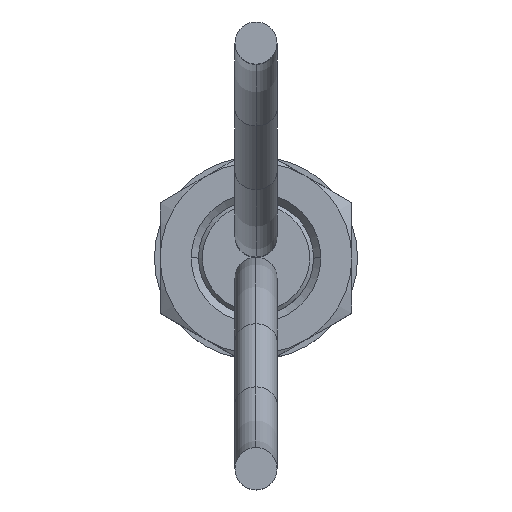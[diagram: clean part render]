
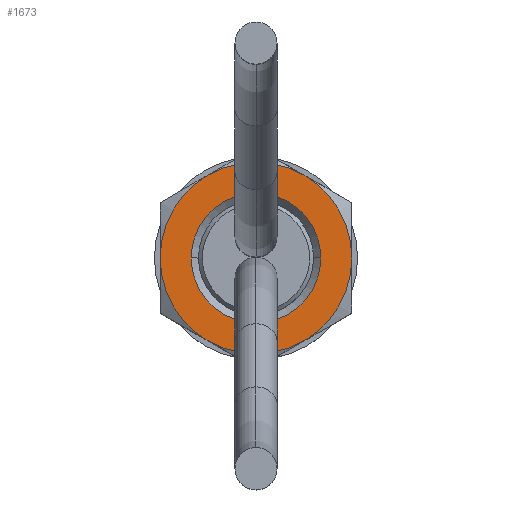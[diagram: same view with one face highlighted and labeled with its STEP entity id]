
A CAD part, top view. The second image highlights one B-rep face of the part: STEP entity #1673.
In plain terms, the highlighted planar face has unit normal (0, 0, 1).
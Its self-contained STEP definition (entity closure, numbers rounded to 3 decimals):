
#62=CARTESIAN_POINT('',(0.,0.,10.1));
#63=DIRECTION('',(0.,0.,-1.));
#64=DIRECTION('',(0.5,-0.866,0.));
#65=AXIS2_PLACEMENT_3D('',#62,#63,#64);
#67=CARTESIAN_POINT('',(0.,0.,10.1));
#68=DIRECTION('',(0.,0.,-1.));
#69=DIRECTION('',(0.,-1.,0.));
#70=AXIS2_PLACEMENT_3D('',#67,#68,#69);
#72=CARTESIAN_POINT('',(0.,0.,10.1));
#73=DIRECTION('',(0.,0.,-1.));
#74=DIRECTION('',(-0.5,-0.866,0.));
#75=AXIS2_PLACEMENT_3D('',#72,#73,#74);
#77=CARTESIAN_POINT('',(0.,0.,10.1));
#78=DIRECTION('',(0.,0.,-1.));
#79=DIRECTION('',(-1.,0.,0.));
#80=AXIS2_PLACEMENT_3D('',#77,#78,#79);
#82=CARTESIAN_POINT('',(0.,0.,10.1));
#83=DIRECTION('',(0.,0.,-1.));
#84=DIRECTION('',(-0.5,0.866,0.));
#85=AXIS2_PLACEMENT_3D('',#82,#83,#84);
#87=CARTESIAN_POINT('',(0.,0.,10.1));
#88=DIRECTION('',(0.,0.,-1.));
#89=DIRECTION('',(0.,1.,0.));
#90=AXIS2_PLACEMENT_3D('',#87,#88,#89);
#92=CARTESIAN_POINT('',(0.,0.,10.1));
#93=DIRECTION('',(0.,0.,-1.));
#94=DIRECTION('',(0.5,0.866,0.));
#95=AXIS2_PLACEMENT_3D('',#92,#93,#94);
#97=CARTESIAN_POINT('',(0.,0.,10.1));
#98=DIRECTION('',(0.,0.,-1.));
#99=DIRECTION('',(1.,0.,0.));
#100=AXIS2_PLACEMENT_3D('',#97,#98,#99);
#964=CARTESIAN_POINT('',(0.,0.,10.1));
#965=DIRECTION('',(0.,0.,-1.));
#966=DIRECTION('',(-1.,0.,0.));
#967=AXIS2_PLACEMENT_3D('',#964,#965,#966);
#987=CARTESIAN_POINT('',(0.,0.,10.1));
#988=DIRECTION('',(0.,0.,-1.));
#989=DIRECTION('',(1.,0.,0.));
#990=AXIS2_PLACEMENT_3D('',#987,#988,#989);
#1433=CARTESIAN_POINT('',(2.5,-4.33,10.1));
#1434=CARTESIAN_POINT('',(0.,-5.,10.1));
#1435=VERTEX_POINT('',#1433);
#1436=VERTEX_POINT('',#1434);
#1437=CARTESIAN_POINT('',(-2.5,-4.33,10.1));
#1438=VERTEX_POINT('',#1437);
#1439=CARTESIAN_POINT('',(-5.,0.,10.1));
#1440=VERTEX_POINT('',#1439);
#1441=CARTESIAN_POINT('',(-2.5,4.33,10.1));
#1442=VERTEX_POINT('',#1441);
#1443=CARTESIAN_POINT('',(0.,5.,10.1));
#1444=VERTEX_POINT('',#1443);
#1445=CARTESIAN_POINT('',(2.5,4.33,10.1));
#1446=VERTEX_POINT('',#1445);
#1447=CARTESIAN_POINT('',(5.,0.,10.1));
#1448=VERTEX_POINT('',#1447);
#1496=CARTESIAN_POINT('',(-3.38,0.,
10.1));
#1497=VERTEX_POINT('',#1496);
#1498=CARTESIAN_POINT('',(3.38,0.,
10.1));
#1499=VERTEX_POINT('',#1498);
#1645=CARTESIAN_POINT('',(0.,0.,10.1));
#1646=DIRECTION('',(0.,0.,1.));
#1647=DIRECTION('',(-1.,0.,0.));
#1648=AXIS2_PLACEMENT_3D('',#1645,#1646,#1647);
#1649=PLANE('',#1648);
#1651=ORIENTED_EDGE('',*,*,#1650,.T.);
#1653=ORIENTED_EDGE('',*,*,#1652,.T.);
#1655=ORIENTED_EDGE('',*,*,#1654,.T.);
#1656=ORIENTED_EDGE('',*,*,#1630,.T.);
#1658=ORIENTED_EDGE('',*,*,#1657,.T.);
#1660=ORIENTED_EDGE('',*,*,#1659,.T.);
#1662=ORIENTED_EDGE('',*,*,#1661,.T.);
#1664=ORIENTED_EDGE('',*,*,#1663,.T.);
#1665=EDGE_LOOP('',(#1651,#1653,#1655,#1656,#1658,#1660,#1662,#1664));
#1666=FACE_OUTER_BOUND('',#1665,.F.);
#1668=ORIENTED_EDGE('',*,*,#1667,.F.);
#1670=ORIENTED_EDGE('',*,*,#1669,.F.);
#1671=EDGE_LOOP('',(#1668,#1670));
#1672=FACE_BOUND('',#1671,.F.);
#1673=ADVANCED_FACE('',(#1666,#1672),#1649,.T.);
#66=CIRCLE('',#65,5.);
#71=CIRCLE('',#70,5.);
#76=CIRCLE('',#75,5.);
#81=CIRCLE('',#80,5.);
#86=CIRCLE('',#85,5.);
#91=CIRCLE('',#90,5.);
#96=CIRCLE('',#95,5.);
#101=CIRCLE('',#100,5.);
#968=CIRCLE('',#967,3.38);
#991=CIRCLE('',#990,3.38);
#1630=EDGE_CURVE('',#1440,#1442,#81,.T.);
#1650=EDGE_CURVE('',#1435,#1436,#66,.T.);
#1652=EDGE_CURVE('',#1436,#1438,#71,.T.);
#1654=EDGE_CURVE('',#1438,#1440,#76,.T.);
#1657=EDGE_CURVE('',#1442,#1444,#86,.T.);
#1659=EDGE_CURVE('',#1444,#1446,#91,.T.);
#1661=EDGE_CURVE('',#1446,#1448,#96,.T.);
#1663=EDGE_CURVE('',#1448,#1435,#101,.T.);
#1667=EDGE_CURVE('',#1497,#1499,#968,.T.);
#1669=EDGE_CURVE('',#1499,#1497,#991,.T.);
